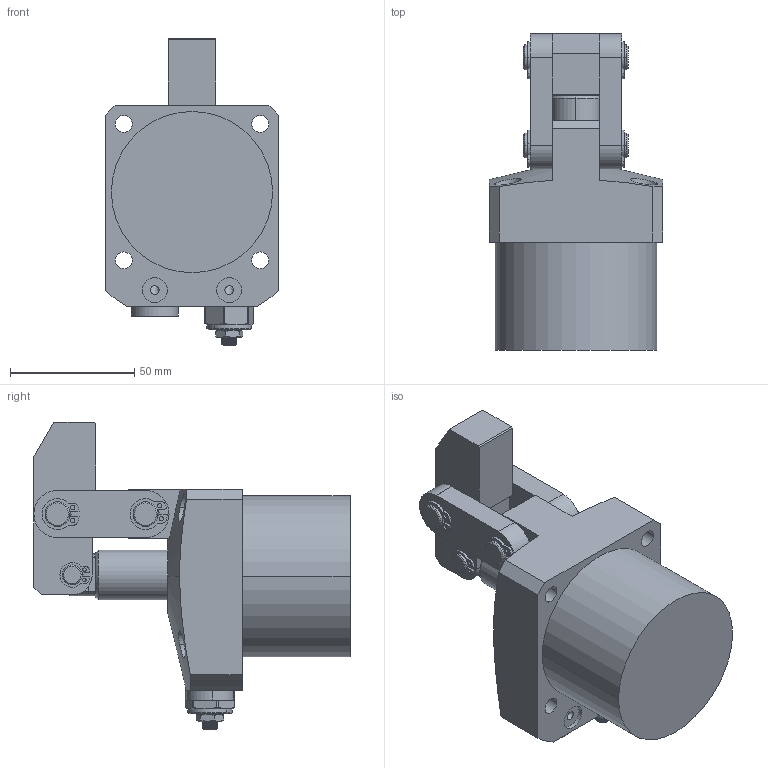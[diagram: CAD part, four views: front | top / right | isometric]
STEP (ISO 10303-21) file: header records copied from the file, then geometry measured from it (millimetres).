
FILE_DESCRIPTION (( 'STEP AP203' ), '1' );
FILE_NAME ('CLKA-065C油压杠杆缸三维图.STEP', '2019-04-16T00:40:50', ( 'User' ), ( 'china' ), 'SwSTEP 2.0', 'SolidWorks 2018', '' );
FILE_SCHEMA (( 'CONFIG_CONTROL_DESIGN' ));
Length unit declared in the file: millimetre
Products named in the file (11): CLKA-50酗种_1_1; CLKA-50开口挡圈10_1_1; 囀鞠褒黑芛郔陔1-4; CZL20覃厒概; 065G掛极; CLKA-065C油压杠杆缸三维图; CLKA-50傻种00_1_1; CLKA-50蟀裝00_1_1; 065活塞杆; CLKA-50揤旋00_1_1; CLKA-50开口挡圈8_1_1
Assembly tree (16 placements, depth 2):
  CLKA-065C油压杠杆缸三维图
    CLKA-50傻种00_1_1
    065活塞杆
    CLKA-50开口挡圈8_1_1  x2
    CLKA-50开口挡圈10_1_1  x4
    CLKA-50蟀裝00_1_1  x2
    CLKA-50揤旋00_1_1
    CLKA-50酗种_1_1  x2
    囀鞠褒黑芛郔陔1-4
    CZL20覃厒概
    065G掛极
Bounding box: 70 x 127.5 x 123.9 mm (x, y, z)
Volume: 293029.6 mm3; surface area: 75978.9 mm2
Topology: 16 solids, 19 shells, 458 faces, 1130 edges, 733 vertices
Faces by surface type: cylinder 234, plane 150, cone 66, bspline 8
Entity records: 14659 total; most frequent: CARTESIAN_POINT 5397, DIRECTION 1668, ORIENTED_EDGE 1631, EDGE_CURVE 827, AXIS2_PLACEMENT_3D 647, VERTEX_POINT 535, EDGE_LOOP 402, VECTOR 374
